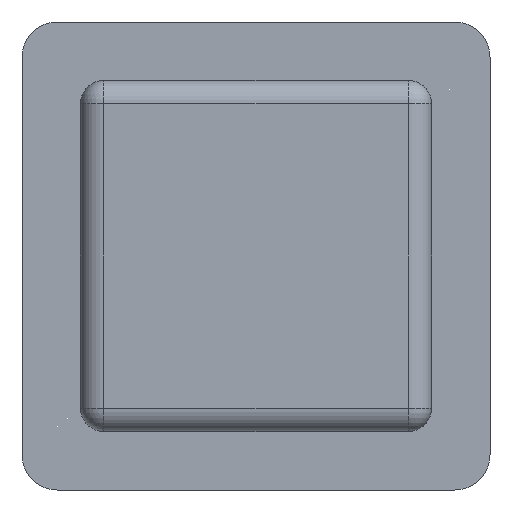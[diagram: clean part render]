
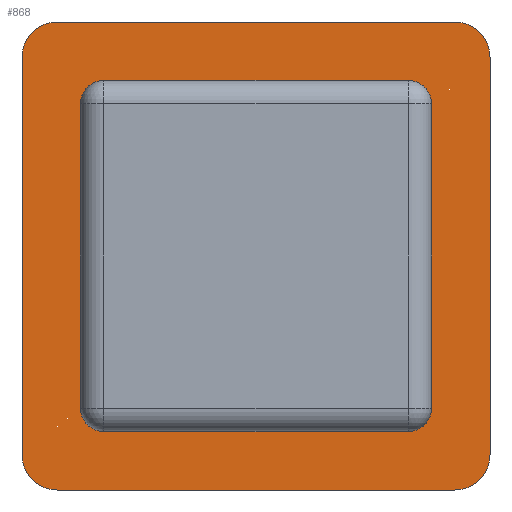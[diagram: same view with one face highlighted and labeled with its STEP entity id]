
A CAD part, front view. The second image highlights one B-rep face of the part: STEP entity #868.
In plain terms, the highlighted planar face has unit normal (0, -1, 0).
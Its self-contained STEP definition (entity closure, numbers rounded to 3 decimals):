
#523=CARTESIAN_POINT('POINT29',(17.5,5.,8.5));
#524=VERTEX_POINT('VERTEX29',#523);
#531=CARTESIAN_POINT('POINT30',(17.5,5.,-8.5));
#532=VERTEX_POINT('VERTEX30',#531);
#533=CARTESIAN_POINT('POS64',(17.5,5.,-8.5));
#534=DIRECTION('DIR102',(0.,0.,1.));
#535=VECTOR('VEC26',#534,1.);
#536=LINE('STRAIGHT26',#533,#535);
#537=EDGE_CURVE('EDGE46',#532,#524,#536,.T.);
#554=CARTESIAN_POINT('POINT31',(16.,5.,-10.));
#555=VERTEX_POINT('VERTEX31',#554);
#564=CARTESIAN_POINT('POS68',(16.,5.,-8.5));
#565=DIRECTION('DIR107',(0.,-1.,0.));
#566=DIRECTION('DIR108',(0.,0.,-1.));
#567=AXIS2_PLACEMENT_3D('AXIS40',#564,#565,#566);
#568=CIRCLE('ELLIPSE21',#567,1.5);
#569=EDGE_CURVE('EDGE49',#555,#532,#568,.T.);
#579=CARTESIAN_POINT('POINT32',(-1.,5.,-10.));
#580=VERTEX_POINT('VERTEX32',#579);
#589=CARTESIAN_POINT('POS71',(-1.,5.,-10.));
#590=DIRECTION('DIR112',(1.,0.,0.));
#591=VECTOR('VEC30',#590,1.);
#592=LINE('STRAIGHT30',#589,#591);
#593=EDGE_CURVE('EDGE51',#580,#555,#592,.T.);
#603=CARTESIAN_POINT('POINT33',(-2.5,5.,-8.5));
#604=VERTEX_POINT('VERTEX33',#603);
#613=CARTESIAN_POINT('POS74',(-1.,5.,-8.5));
#614=DIRECTION('DIR116',(0.,-1.,0.));
#615=DIRECTION('DIR117',(-1.,0.,0.));
#616=AXIS2_PLACEMENT_3D('AXIS43',#613,#614,#615);
#617=CIRCLE('ELLIPSE22',#616,1.5);
#618=EDGE_CURVE('EDGE53',#604,#580,#617,.T.);
#628=CARTESIAN_POINT('POINT34',(-2.5,5.,8.5));
#629=VERTEX_POINT('VERTEX34',#628);
#638=CARTESIAN_POINT('POS77',(-2.5,5.,8.5));
#639=DIRECTION('DIR121',(0.,0.,-1.));
#640=VECTOR('VEC33',#639,1.);
#641=LINE('STRAIGHT33',#638,#640);
#642=EDGE_CURVE('EDGE55',#629,#604,#641,.T.);
#652=CARTESIAN_POINT('POINT35',(-1.,5.,10.));
#653=VERTEX_POINT('VERTEX35',#652);
#662=CARTESIAN_POINT('POS80',(-1.,5.,8.5));
#663=DIRECTION('DIR125',(0.,1.,0.));
#664=DIRECTION('DIR126',(-1.,0.,0.));
#665=AXIS2_PLACEMENT_3D('AXIS46',#662,#663,#664);
#666=CIRCLE('ELLIPSE23',#665,1.5);
#667=EDGE_CURVE('EDGE57',#629,#653,#666,.T.);
#677=CARTESIAN_POINT('POINT36',(16.,5.,10.));
#678=VERTEX_POINT('VERTEX36',#677);
#687=CARTESIAN_POINT('POS83',(-1.,5.,10.));
#688=DIRECTION('DIR130',(1.,0.,0.));
#689=VECTOR('VEC36',#688,1.);
#690=LINE('STRAIGHT36',#687,#689);
#691=EDGE_CURVE('EDGE59',#653,#678,#690,.T.);
#704=CARTESIAN_POINT('POS85',(16.,5.,8.5));
#705=DIRECTION('DIR133',(0.,1.,0.));
#706=DIRECTION('DIR134',(0.,0.,1.));
#707=AXIS2_PLACEMENT_3D('AXIS49',#704,#705,#706);
#708=CIRCLE('ELLIPSE24',#707,1.5);
#709=EDGE_CURVE('EDGE60',#678,#524,#708,.T.);
#730=CARTESIAN_POINT('POINT39',(14.,5.,-7.5));
#731=VERTEX_POINT('VERTEX39',#730);
#738=CARTESIAN_POINT('POINT40',(15.,5.,-6.5));
#739=VERTEX_POINT('VERTEX40',#738);
#740=CARTESIAN_POINT('POS89',(14.,5.,-6.5));
#741=DIRECTION('DIR140',(0.,1.,0.));
#742=DIRECTION('DIR141',(1.,0.,0.));
#743=AXIS2_PLACEMENT_3D('AXIS52',#740,#741,#742);
#744=CIRCLE('ELLIPSE26',#743,1.);
#745=EDGE_CURVE('EDGE63',#739,#731,#744,.T.);
#772=CARTESIAN_POINT('POINT43',(0.,5.,-6.5));
#773=VERTEX_POINT('VERTEX43',#772);
#780=CARTESIAN_POINT('POINT44',(1.,5.,-7.5));
#781=VERTEX_POINT('VERTEX44',#780);
#782=CARTESIAN_POINT('POS94',(1.,5.,-6.5))
   ;
#783=DIRECTION('DIR148',(0.,1.,0.));
#784=DIRECTION('DIR149',(0.,0.,-1.));
#785=AXIS2_PLACEMENT_3D('AXIS55',#782,#783,#784);
#786=CIRCLE('ELLIPSE28',#785,1.);
#787=EDGE_CURVE('EDGE67',#781,#773,#786,.T.);
#803=CARTESIAN_POINT('POINT45',(1.,5.,7.5));
#804=VERTEX_POINT('VERTEX45',#803);
#805=CARTESIAN_POINT('POINT46',(0.,5.,6.5));
#806=VERTEX_POINT('VERTEX46',#805);
#807=CARTESIAN_POINT('POS97',(1.,5.,6.5));
#808=DIRECTION('DIR153',(0.,-1.,0.));
#809=DIRECTION('DIR154',(0.,0.,1.));
#810=AXIS2_PLACEMENT_3D('AXIS57',#807,#808,#809);
#811=CIRCLE('ELLIPSE29',#810,1.);
#812=EDGE_CURVE('EDGE69',#804,#806,#811,.T.);
#813=ORIENTED_EDGE('COEDGE121',*,*,#812,.F.);
#814=CARTESIAN_POINT('POINT47',(14.,5.,7.5));
#815=VERTEX_POINT('VERTEX47',#814);
#816=CARTESIAN_POINT('POS98',(1.,5.,7.5));
#817=DIRECTION('DIR155',(1.,0.,0.));
#818=VECTOR('VEC41',#817,1.);
#819=LINE('STRAIGHT41',#816,#818);
#820=EDGE_CURVE('EDGE70',#804,#815,#819,.T.);
#821=ORIENTED_EDGE('COEDGE122',*,*,#820,.T.);
#822=CARTESIAN_POINT('POINT48',(15.,5.,6.5));
#823=VERTEX_POINT('VERTEX48',#822);
#824=CARTESIAN_POINT('POS99',(14.,5.,6.5));
#825=DIRECTION('DIR156',(0.,-1.,0.));
#826=DIRECTION('DIR157',(1.,0.,0.));
#827=AXIS2_PLACEMENT_3D('AXIS58',#824,#825,#826);
#828=CIRCLE('ELLIPSE30',#827,1.);
#829=EDGE_CURVE('EDGE71',#823,#815,#828,.T.);
#830=ORIENTED_EDGE('COEDGE123',*,*,#829,.F.);
#831=CARTESIAN_POINT('POS100',(15.,5.,-6.5));
#832=DIRECTION('DIR158',(0.,0.,1.));
#833=VECTOR('VEC42',#832,1.);
#834=LINE('STRAIGHT42',#831,#833);
#835=EDGE_CURVE('EDGE72',#739,#823,#834,.T.);
#836=ORIENTED_EDGE('COEDGE124',*,*,#835,.F.);
#837=ORIENTED_EDGE('COEDGE125',*,*,#745,.T.);
#838=CARTESIAN_POINT('POS101',(1.,5.,-7.5));
#839=DIRECTION('DIR159',(1.,0.,0.));
#840=VECTOR('VEC43',#839,1.);
#841=LINE('STRAIGHT43',#838,#840);
#842=EDGE_CURVE('EDGE73',#781,#731,#841,.T.);
#843=ORIENTED_EDGE('COEDGE126',*,*,#842,.F.);
#844=ORIENTED_EDGE('COEDGE127',*,*,#787,.T.);
#845=CARTESIAN_POINT('POS102',(0.,5.,6.5));
#846=DIRECTION('DIR160',(0.,0.,-1.));
#847=VECTOR('VEC44',#846,1.);
#848=LINE('STRAIGHT44',#845,#847);
#849=EDGE_CURVE('EDGE74',#806,#773,#848,.T.);
#850=ORIENTED_EDGE('COEDGE128',*,*,#849,.F.);
#851=EDGE_LOOP('NONE',(#813,#821,#830,#836,#837,#843,#844,#850));
#852=FACE_BOUND('LOOP1',#851,.T.);
#853=ORIENTED_EDGE('COEDGE129',*,*,#709,.F.);
#854=ORIENTED_EDGE('COEDGE130',*,*,#691,.F.);
#855=ORIENTED_EDGE('COEDGE131',*,*,#667,.F.);
#856=ORIENTED_EDGE('COEDGE132',*,*,#642,.T.);
#857=ORIENTED_EDGE('COEDGE133',*,*,#618,.T.);
#858=ORIENTED_EDGE('COEDGE134',*,*,#593,.T.);
#859=ORIENTED_EDGE('COEDGE135',*,*,#569,.T.);
#860=ORIENTED_EDGE('COEDGE136',*,*,#537,.T.);
#861=EDGE_LOOP('NONE',(#853,#854,#855,#856,#857,#858,#859,#860));
#862=FACE_BOUND('LOOP1',#861,.T.);
#863=CARTESIAN_POINT('POS103',(0.,5.,0.));
#864=DIRECTION('DIR161',(0.,1.,0.));
#865=DIRECTION('DIR162',(1.,0.,0.));
#866=AXIS2_PLACEMENT_3D('AXIS59',#863,#864,#865);
#867=PLANE('PLANE11',#866);
#868=ADVANCED_FACE('FACE29',(#852,#862),#867,.F.);
